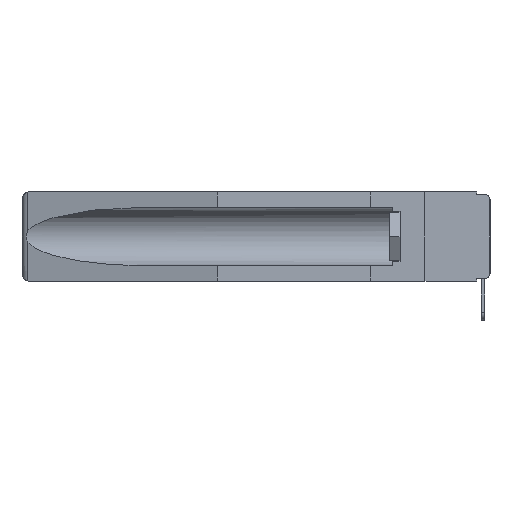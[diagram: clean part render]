
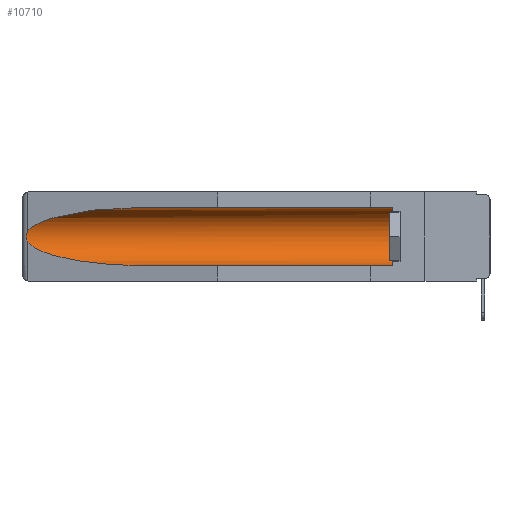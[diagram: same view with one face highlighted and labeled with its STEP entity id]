
A CAD part, left-side view. The second image highlights one B-rep face of the part: STEP entity #10710.
In plain terms, the highlighted cylindrical face has radius 2.857 mm (diameter 5.715 mm), a partial arc.
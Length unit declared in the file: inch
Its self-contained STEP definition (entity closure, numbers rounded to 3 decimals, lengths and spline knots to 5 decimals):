
#113 = CARTESIAN_POINT ( 'NONE',  ( 0.155, 0.126, -0.284 ) ) ;
#836 = DIRECTION ( 'NONE',  ( 0., 0., 1. ) ) ;
#1115 = VERTEX_POINT ( 'NONE', #4270 ) ;
#1320 = CARTESIAN_POINT ( 'NONE',  ( 0.155, 1.07973, -0.059 ) ) ;
#2287 = EDGE_CURVE ( 'NONE', #16253, #19134, #19836, .T. ) ;
#2517 = ORIENTED_EDGE ( 'NONE', *, *, #2287, .T. ) ;
#2721 = FACE_OUTER_BOUND ( 'NONE', #19462, .T. ) ;
#3012 = LINE ( 'NONE', #4890, #19691 ) ;
#4058 = CARTESIAN_POINT ( 'NONE',  ( 0.155, -0.30754, -0.1715 ) ) ;
#4270 = CARTESIAN_POINT ( 'NONE',  ( 0.155, 1.07973, -0.284 ) ) ;
#4275 = CARTESIAN_POINT ( 'NONE',  ( 0.26654, 1.53092, -0.15636 ) ) ;
#4325 = EDGE_CURVE ( 'NONE', #6229, #1115, #4555, .T. ) ;
#4555 = LINE ( 'NONE', #21658, #9281 ) ;
#4890 = CARTESIAN_POINT ( 'NONE',  ( 0.155, -0.30754, -0.059 ) ) ;
#4927 = CARTESIAN_POINT ( 'NONE',  ( 0.155, 0.126, -0.1715 ) ) ;
#5567 = CARTESIAN_POINT ( 'NONE',  ( 0.25451, 1.48313, -0.24835 ) ) ;
#6229 = VERTEX_POINT ( 'NONE', #113 ) ;
#6461 = CARTESIAN_POINT ( 'NONE',  ( 0.26537, 1.52718, -0.19328 ) ) ;
#6651 = DIRECTION ( 'NONE',  ( 0., 1., 0. ) ) ;
#6984 = VERTEX_POINT ( 'NONE', #18596 ) ;
#7249 = CIRCLE ( 'NONE', #18890, 0.1125 ) ;
#8066 = CARTESIAN_POINT ( 'NONE',  ( 0.21114, 1.30732, -0.059 ) ) ;
#8619 = CARTESIAN_POINT ( 'NONE',  ( 0.26537, 1.52718, -0.14972 ) ) ;
#8941 = CARTESIAN_POINT ( 'NONE',  ( 0.2673, 1.53269, -0.17917 ) ) ;
#9263 = CARTESIAN_POINT ( 'NONE',  ( 0.26655, 1.53094, -0.18657 ) ) ;
#9281 = VECTOR ( 'NONE', #6651, 39.37008 ) ;
#9315 = CARTESIAN_POINT ( 'NONE',  ( 0.26537, 1.52718, -0.19328 ) ) ;
#10476 = ORIENTED_EDGE ( 'NONE', *, *, #21718, .T. ) ;
#10710 = ADVANCED_FACE ( 'NONE', ( #2721 ), #12789, .F. ) ;
#10947 = CARTESIAN_POINT ( 'NONE',  ( 0.25451, 1.48313, -0.09465 ) ) ;
#11051 = EDGE_CURVE ( 'NONE', #6984, #16019, #3012, .T. ) ;
#11659 = DIRECTION ( 'NONE',  ( 0., -1., 0. ) ) ;
#11986 = DIRECTION ( 'NONE',  ( 0., 0., 1. ) ) ;
#12358 = CARTESIAN_POINT ( 'NONE',  ( 0.26537, 1.52718, -0.19328 ) ) ;
#12789 = CYLINDRICAL_SURFACE ( 'NONE', #16650, 0.1125 ) ;
#13527 = CARTESIAN_POINT ( 'NONE',  ( 0.155, 1.07973, -0.059 ) ) ;
#14338 = CARTESIAN_POINT ( 'NONE',  ( 0.26597, 1.52961, -0.15275 ) ) ;
#14391 = CARTESIAN_POINT ( 'NONE',  ( 0.155, 1.07973, -0.284 ) ) ;
#14948 = DIRECTION ( 'NONE',  ( 0., 1., 0. ) ) ;
#15024 = EDGE_CURVE ( 'NONE', #6229, #6984, #7249, .T. ) ;
#15048 =( BOUNDED_CURVE ( )  B_SPLINE_CURVE ( 3, ( #1320, #8066, #10947, #8619 ),
 .UNSPECIFIED., .F., .F. ) 
 B_SPLINE_CURVE_WITH_KNOTS ( ( 4, 4 ),
 ( 4.71239, 6.08839 ),
 .UNSPECIFIED. ) 
 CURVE ( )  GEOMETRIC_REPRESENTATION_ITEM ( )  RATIONAL_B_SPLINE_CURVE ( ( 1., 0.848, 0.848, 1. ) ) 
 REPRESENTATION_ITEM ( '' )  );
#15720 = CARTESIAN_POINT ( 'NONE',  ( 0.21114, 1.30732, -0.284 ) ) ;
#15723 = CARTESIAN_POINT ( 'NONE',  ( 0.26537, 1.52718, -0.14972 ) ) ;
#15746 =( BOUNDED_CURVE ( )  B_SPLINE_CURVE ( 3, ( #9315, #5567, #15720, #14391 ),
 .UNSPECIFIED., .F., .T. ) 
 B_SPLINE_CURVE_WITH_KNOTS ( ( 4, 4 ),
 ( 0.1948, 1.5708 ),
 .UNSPECIFIED. ) 
 CURVE ( )  GEOMETRIC_REPRESENTATION_ITEM ( )  RATIONAL_B_SPLINE_CURVE ( ( 1., 0.848, 0.848, 1. ) ) 
 REPRESENTATION_ITEM ( '' )  );
#16019 = VERTEX_POINT ( 'NONE', #13527 ) ;
#16253 = VERTEX_POINT ( 'NONE', #15723 ) ;
#16650 = AXIS2_PLACEMENT_3D ( 'NONE', #4058, #19178, #836 ) ;
#17440 = CARTESIAN_POINT ( 'NONE',  ( 0.2673, 1.5327, -0.16383 ) ) ;
#17648 = CARTESIAN_POINT ( 'NONE',  ( 0.2675, 1.53308, -0.17534 ) ) ;
#18149 = EDGE_CURVE ( 'NONE', #16019, #16253, #15048, .T. ) ;
#18168 = ORIENTED_EDGE ( 'NONE', *, *, #15024, .T. ) ;
#18208 = ORIENTED_EDGE ( 'NONE', *, *, #4325, .F. ) ;
#18596 = CARTESIAN_POINT ( 'NONE',  ( 0.155, 0.126, -0.059 ) ) ;
#18890 = AXIS2_PLACEMENT_3D ( 'NONE', #4927, #11659, #11986 ) ;
#19078 = CARTESIAN_POINT ( 'NONE',  ( 0.26597, 1.5296, -0.19026 ) ) ;
#19134 = VERTEX_POINT ( 'NONE', #6461 ) ;
#19178 = DIRECTION ( 'NONE',  ( 0., 1., 0. ) ) ;
#19394 = CARTESIAN_POINT ( 'NONE',  ( 0.26537, 1.52718, -0.14972 ) ) ;
#19462 = EDGE_LOOP ( 'NONE', ( #21676, #2517, #10476, #18208, #18168, #20391 ) ) ;
#19691 = VECTOR ( 'NONE', #14948, 39.37008 ) ;
#19836 = B_SPLINE_CURVE_WITH_KNOTS ( 'NONE', 3,
 ( #19394, #14338, #4275, #17440, #20736, #17648, #8941, #9263, #19078, #12358 ),
 .UNSPECIFIED., .F., .F.,
 ( 4, 2, 2, 2, 4 ),
 ( 0., 0.00029, 0.00058, 0.00087, 0.00117 ),
 .UNSPECIFIED. ) ;
#20391 = ORIENTED_EDGE ( 'NONE', *, *, #11051, .T. ) ;
#20736 = CARTESIAN_POINT ( 'NONE',  ( 0.2675, 1.53308, -0.16763 ) ) ;
#21658 = CARTESIAN_POINT ( 'NONE',  ( 0.155, -0.30754, -0.284 ) ) ;
#21676 = ORIENTED_EDGE ( 'NONE', *, *, #18149, .T. ) ;
#21718 = EDGE_CURVE ( 'NONE', #19134, #1115, #15746, .T. ) ;
